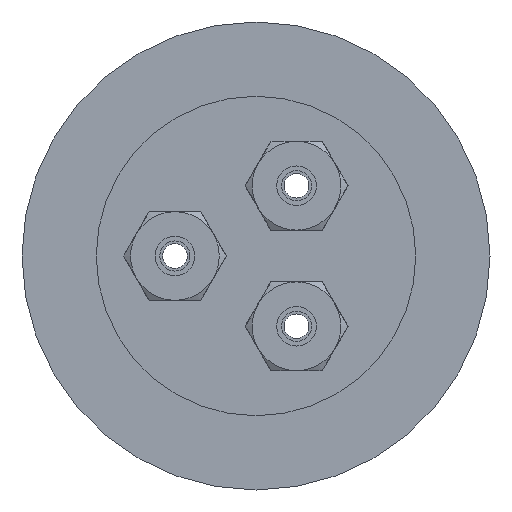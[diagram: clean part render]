
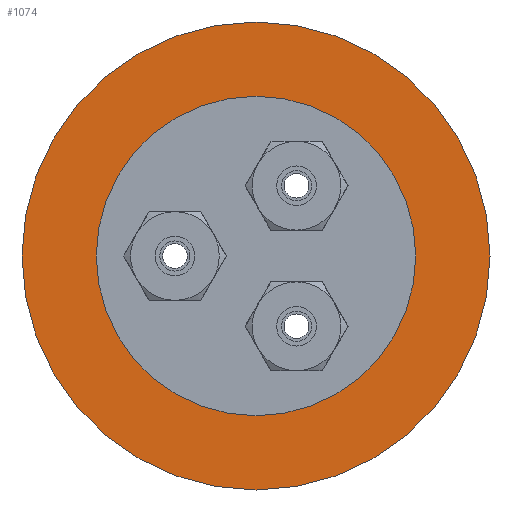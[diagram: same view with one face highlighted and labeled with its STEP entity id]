
A CAD part, front view. The second image highlights one B-rep face of the part: STEP entity #1074.
In plain terms, the highlighted planar face has unit normal (0, -1, 0).
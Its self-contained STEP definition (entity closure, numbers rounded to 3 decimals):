
#172=FACE_BOUND('',#313,.T.);
#184=PLANE('',#1245);
#241=FACE_OUTER_BOUND('',#312,.T.);
#312=EDGE_LOOP('',(#794,#795));
#313=EDGE_LOOP('',(#796,#797));
#445=CIRCLE('',#1233,37.5);
#446=CIRCLE('',#1234,37.5);
#451=CIRCLE('',#1243,25.6);
#452=CIRCLE('',#1244,25.6);
#517=VERTEX_POINT('',#1726);
#518=VERTEX_POINT('',#1728);
#523=VERTEX_POINT('',#1744);
#524=VERTEX_POINT('',#1746);
#617=EDGE_CURVE('',#517,#518,#445,.T.);
#618=EDGE_CURVE('',#518,#517,#446,.T.);
#625=EDGE_CURVE('',#524,#523,#451,.T.);
#626=EDGE_CURVE('',#523,#524,#452,.T.);
#794=ORIENTED_EDGE('',*,*,#618,.F.);
#795=ORIENTED_EDGE('',*,*,#617,.F.);
#796=ORIENTED_EDGE('',*,*,#625,.T.);
#797=ORIENTED_EDGE('',*,*,#626,.T.);
#1074=ADVANCED_FACE('',(#241,#172),#184,.T.);
#1233=AXIS2_PLACEMENT_3D('',#1729,#1402,#1403);
#1234=AXIS2_PLACEMENT_3D('',#1730,#1404,#1405);
#1243=AXIS2_PLACEMENT_3D('',#1747,#1424,#1425);
#1244=AXIS2_PLACEMENT_3D('',#1748,#1426,#1427);
#1245=AXIS2_PLACEMENT_3D('',#1749,#1428,#1429);
#1402=DIRECTION('center_axis',(0.,1.,0.));
#1403=DIRECTION('ref_axis',(1.,0.,0.));
#1404=DIRECTION('center_axis',(0.,1.,0.));
#1405=DIRECTION('ref_axis',(1.,0.,0.));
#1424=DIRECTION('center_axis',(0.,1.,0.));
#1425=DIRECTION('ref_axis',(1.,0.,0.));
#1426=DIRECTION('center_axis',(0.,1.,0.));
#1427=DIRECTION('ref_axis',(1.,0.,0.));
#1428=DIRECTION('center_axis',(0.,-1.,0.));
#1429=DIRECTION('ref_axis',(0.,0.,-1.));
#1726=CARTESIAN_POINT('',(37.5,0.,0.));
#1728=CARTESIAN_POINT('',(-37.5,0.,0.));
#1729=CARTESIAN_POINT('Origin',(0.,0.,0.));
#1730=CARTESIAN_POINT('Origin',(0.,0.,0.));
#1744=CARTESIAN_POINT('',(25.6,0.,0.));
#1746=CARTESIAN_POINT('',(-25.6,0.,0.));
#1747=CARTESIAN_POINT('Origin',(0.,0.,0.));
#1748=CARTESIAN_POINT('Origin',(0.,0.,0.));
#1749=CARTESIAN_POINT('Origin',(-37.5,0.,0.));
